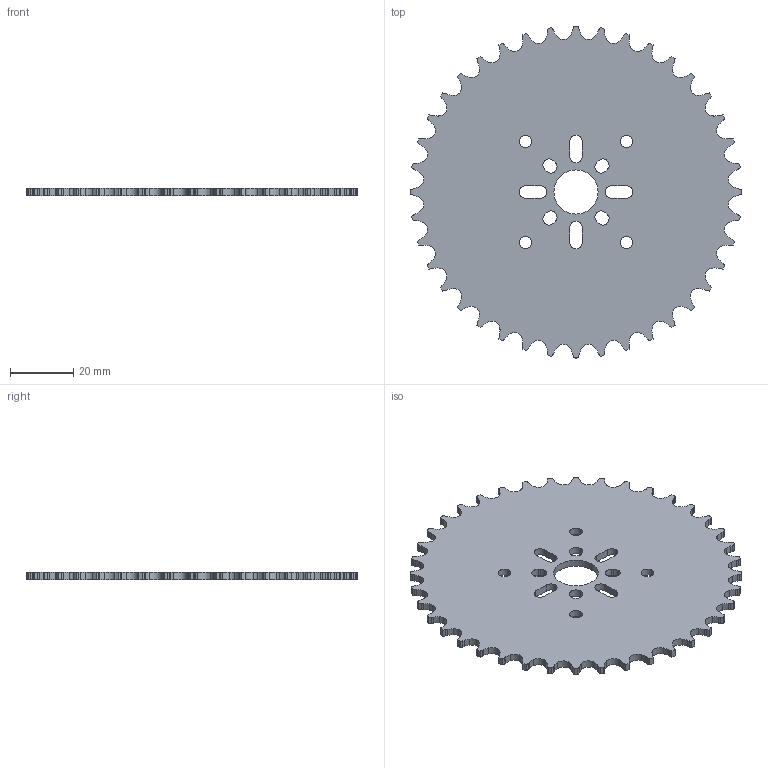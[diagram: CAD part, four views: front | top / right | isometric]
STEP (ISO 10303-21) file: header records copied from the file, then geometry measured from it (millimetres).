
FILE_DESCRIPTION (( 'STEP AP203' ), '1' );
FILE_NAME ('3311-0014-0040.STEP', '2018-04-26T02:01:01', ( '' ), ( '' ), 'SwSTEP 2.0', 'SolidWorks 2016', '' );
FILE_SCHEMA (( 'CONFIG_CONTROL_DESIGN' ));
Length unit declared in the file: millimetre
Products named in the file (1): 3311-0014-0040
Bounding box: 105.2 x 105.2 x 2.36 mm (x, y, z)
Volume: 17657.3 mm3; surface area: 16714.8 mm2
Topology: 1 solids, 1 shells, 395 faces, 1179 edges, 786 vertices
Faces by surface type: cylinder 297, plane 98
Entity records: 13716 total; most frequent: DIRECTION 2565, CARTESIAN_POINT 2361, ORIENTED_EDGE 2358, EDGE_CURVE 1179, AXIS2_PLACEMENT_3D 990, VERTEX_POINT 786, CIRCLE 594, LINE 585
